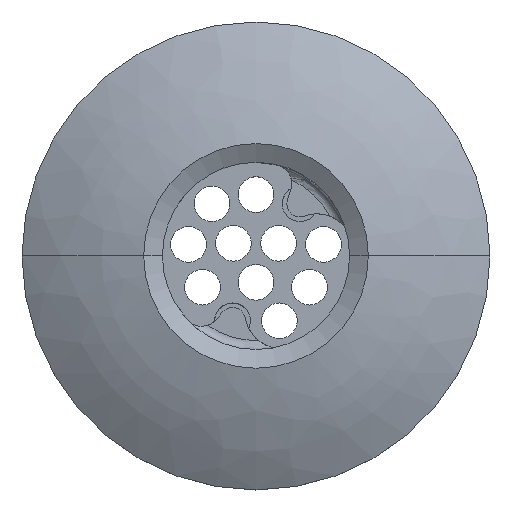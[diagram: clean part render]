
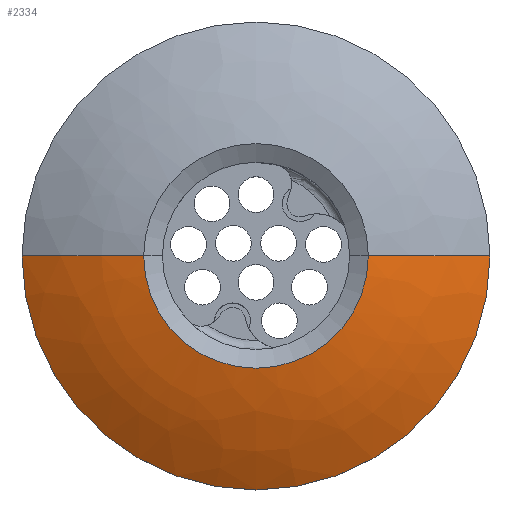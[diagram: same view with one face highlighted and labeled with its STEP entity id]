
A CAD part, top view. The second image highlights one B-rep face of the part: STEP entity #2334.
In plain terms, the highlighted free-form (B-spline) face has degree [3, 3] with [7, 4] control points.
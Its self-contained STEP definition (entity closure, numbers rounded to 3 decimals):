
#138=CARTESIAN_POINT('',(-0.1,0.,-1.765));
#139=DIRECTION('',(0.,1.,0.));
#140=DIRECTION('',(-0.523,0.,0.852));
#141=AXIS2_PLACEMENT_3D('',#138,#139,#140);
#146=CARTESIAN_POINT('',(0.1,0.,-1.765));
#147=DIRECTION('',(0.,-1.,0.));
#148=DIRECTION('',(0.523,0.,0.852));
#149=AXIS2_PLACEMENT_3D('',#146,#147,#148);
#154=CARTESIAN_POINT('',(0.,0.,0.11));
#155=DIRECTION('',(0.,0.,1.));
#156=DIRECTION('',(-1.,0.,0.));
#157=AXIS2_PLACEMENT_3D('',#154,#155,#156);
#176=CARTESIAN_POINT('',(0.,0.,0.377));
#177=DIRECTION('',(0.,0.,1.));
#178=DIRECTION('',(-1.,0.,0.));
#179=AXIS2_PLACEMENT_3D('',#176,#177,#178);
#1982=CARTESIAN_POINT('',(-1.25,0.,0.11));
#1983=CARTESIAN_POINT('',(-0.6,0.,0.377));
#1984=VERTEX_POINT('',#1982);
#1985=VERTEX_POINT('',#1983);
#1992=CARTESIAN_POINT('',(1.25,0.,0.11));
#1993=CARTESIAN_POINT('',(0.6,0.,0.377));
#1994=VERTEX_POINT('',#1992);
#1995=VERTEX_POINT('',#1993);
#2297=CARTESIAN_POINT('',(0.585,0.037,
0.38));
#2298=CARTESIAN_POINT('',(0.824,0.052,
0.326));
#2299=CARTESIAN_POINT('',(1.051,0.066,
0.232));
#2300=CARTESIAN_POINT('',(1.26,0.079,
0.103));
#2301=CARTESIAN_POINT('',(0.608,-0.323,
0.38));
#2302=CARTESIAN_POINT('',(0.856,-0.455,
0.326));
#2303=CARTESIAN_POINT('',(1.092,-0.581,
0.232));
#2304=CARTESIAN_POINT('',(1.308,-0.696,
0.103));
#2305=CARTESIAN_POINT('',(0.361,-0.586,
0.38));
#2306=CARTESIAN_POINT('',(0.508,-0.826,
0.326));
#2307=CARTESIAN_POINT('',(0.648,-1.053,
0.232));
#2308=CARTESIAN_POINT('',(0.777,-1.262,
0.103));
#2309=CARTESIAN_POINT('',(0.,-0.586,0.38));
#2310=CARTESIAN_POINT('',(0.,-0.826,0.326));
#2311=CARTESIAN_POINT('',(0.,-1.053,0.232));
#2312=CARTESIAN_POINT('',(0.,-1.262,0.103));
#2313=CARTESIAN_POINT('',(-0.361,-0.586,
0.38));
#2314=CARTESIAN_POINT('',(-0.508,-0.826,
0.326));
#2315=CARTESIAN_POINT('',(-0.648,-1.053,
0.232));
#2316=CARTESIAN_POINT('',(-0.777,-1.262,
0.103));
#2317=CARTESIAN_POINT('',(-0.608,-0.323,
0.38));
#2318=CARTESIAN_POINT('',(-0.856,-0.455,
0.326));
#2319=CARTESIAN_POINT('',(-1.092,-0.581,
0.232));
#2320=CARTESIAN_POINT('',(-1.308,-0.696,
0.103));
#2321=CARTESIAN_POINT('',(-0.585,0.037,
0.38));
#2322=CARTESIAN_POINT('',(-0.824,0.052,
0.326));
#2323=CARTESIAN_POINT('',(-1.051,0.066,
0.232));
#2324=CARTESIAN_POINT('',(-1.26,0.079,
0.103));
#2325=(BOUNDED_SURFACE()B_SPLINE_SURFACE(3,3,((#2297,#2298,#2299,#2300),(#2301,
#2302,#2303,#2304),(#2305,#2306,#2307,#2308),(#2309,#2310,#2311,#2312),(#2313,
#2314,#2315,#2316),(#2317,#2318,#2319,#2320),(#2321,#2322,#2323,#2324)),
.UNSPECIFIED.,.F.,.F.,.F.)B_SPLINE_SURFACE_WITH_KNOTS((4,3,4),(4,4),(0.,1.,
2.),(0.,1.),.UNSPECIFIED.)GEOMETRIC_REPRESENTATION_ITEM()RATIONAL_B_SPLINE_SURFACE(((1.196,1.184,1.184,1.196),(
0.944,0.935,0.935,0.944),(
0.944,0.935,0.935,0.944),(
1.196,1.184,1.184,1.196),(
0.944,0.935,0.935,0.944),(
0.944,0.935,0.935,0.944),(
1.196,1.184,1.184,1.196)))REPRESENTATION_ITEM('')SURFACE());
#2326=ORIENTED_EDGE('',*,*,#2286,.T.);
#2328=ORIENTED_EDGE('',*,*,#2327,.T.);
#2329=ORIENTED_EDGE('',*,*,#2290,.F.);
#2331=ORIENTED_EDGE('',*,*,#2330,.F.);
#2332=EDGE_LOOP('',(#2326,#2328,#2329,#2331));
#2333=FACE_OUTER_BOUND('',#2332,.F.);
#142=CIRCLE('',#141,2.2);
#150=CIRCLE('',#149,2.2);
#158=CIRCLE('',#157,1.25);
#180=CIRCLE('',#179,0.6);
#2286=EDGE_CURVE('',#1984,#1985,#142,.T.);
#2290=EDGE_CURVE('',#1994,#1995,#150,.T.);
#2327=EDGE_CURVE('',#1985,#1995,#180,.T.);
#2330=EDGE_CURVE('',#1984,#1994,#158,.T.);
#2334=ADVANCED_FACE('',(#2333),#2325,.T.);
